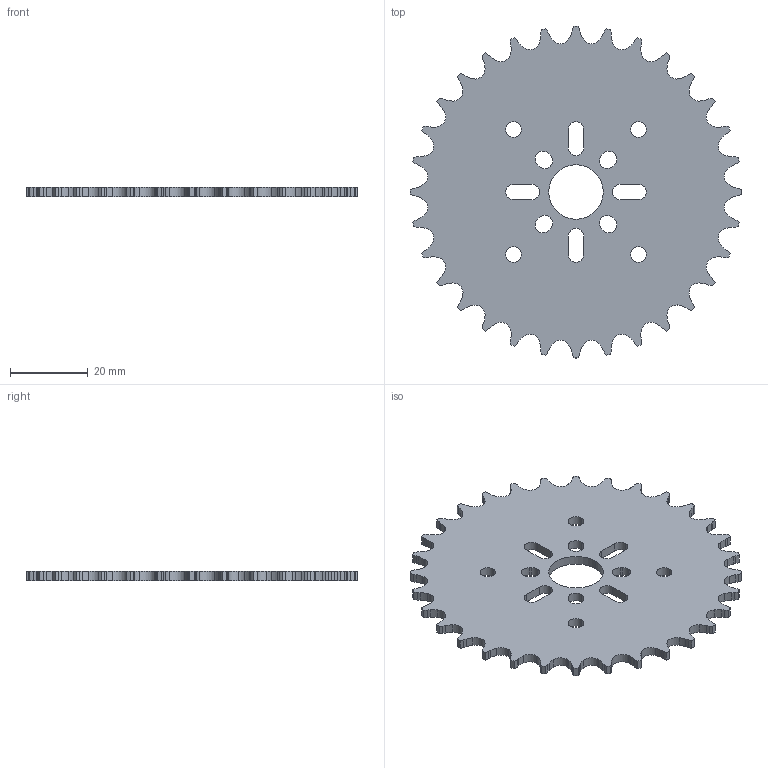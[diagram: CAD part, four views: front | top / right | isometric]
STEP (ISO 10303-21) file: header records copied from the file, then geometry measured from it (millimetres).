
FILE_DESCRIPTION (( 'STEP AP203' ), '1' );
FILE_NAME ('3311-0014-0032.STEP', '2018-04-26T02:00:23', ( '' ), ( '' ), 'SwSTEP 2.0', 'SolidWorks 2016', '' );
FILE_SCHEMA (( 'CONFIG_CONTROL_DESIGN' ));
Length unit declared in the file: millimetre
Products named in the file (1): 3311-0014-0032
Bounding box: 85.2 x 85.2 x 2.36 mm (x, y, z)
Volume: 10888.3 mm3; surface area: 10757 mm2
Topology: 1 solids, 1 shells, 325 faces, 969 edges, 646 vertices
Faces by surface type: cylinder 243, plane 82
Entity records: 11298 total; most frequent: DIRECTION 2107, CARTESIAN_POINT 1941, ORIENTED_EDGE 1938, EDGE_CURVE 969, AXIS2_PLACEMENT_3D 812, VERTEX_POINT 646, CIRCLE 486, LINE 483
